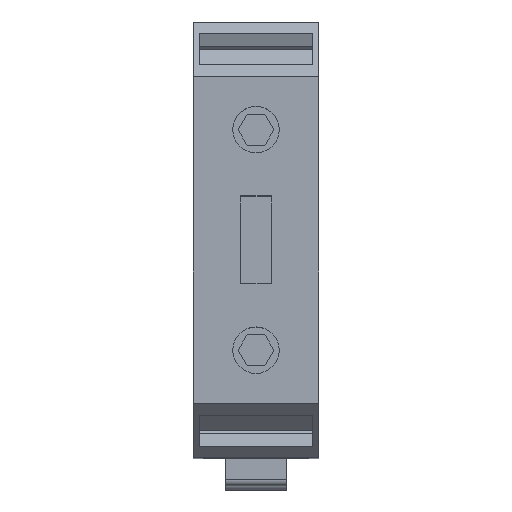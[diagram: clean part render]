
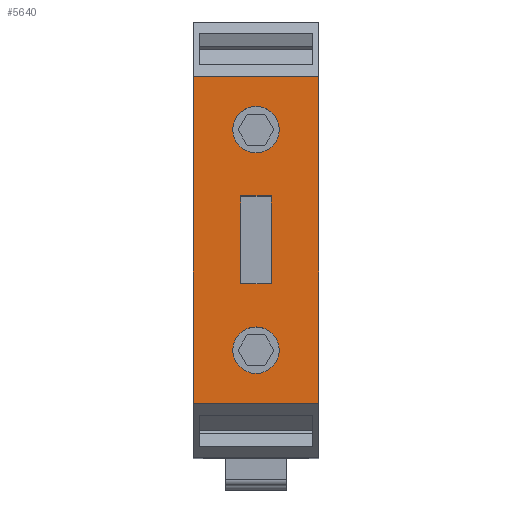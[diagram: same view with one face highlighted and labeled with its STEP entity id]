
A CAD part, top view. The second image highlights one B-rep face of the part: STEP entity #5640.
In plain terms, the highlighted face is planar.
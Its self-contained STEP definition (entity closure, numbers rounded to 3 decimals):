
#1350=CARTESIAN_POINT('',(-51.6,8.4,-19.95));
#1360=VERTEX_POINT('',#1350);
#1390=CARTESIAN_POINT('',(0.,8.4,
-19.95));
#1400=DIRECTION('',(1.,0.,0.));
#1410=VECTOR('',#1400,1.);
#1420=LINE('',#1390,#1410);
#1430=CARTESIAN_POINT('',(1.2,8.4,
-19.95));
#1440=VERTEX_POINT('',#1430);
#1450=EDGE_CURVE('',#1360,#1440,#1420,.T.);
#4660=CARTESIAN_POINT('',(-51.6,8.4,-19.95));
#4670=DIRECTION('',(0.,1.,0.));
#4680=DIRECTION('',(-1.,0.,0.));
#4690=AXIS2_PLACEMENT_3D('',#4660,#4670,#4680);
#4700=PLANE('',#4690);
#4710=CARTESIAN_POINT('',(-43.,8.4,
-9.8));
#4720=DIRECTION('',(0.,-1.,0.));
#4730=DIRECTION('',(-1.,0.,0.));
#4740=AXIS2_PLACEMENT_3D('',#4710,#4720,#4730);
#4750=CIRCLE('',#4740,3.75);
#4760=CARTESIAN_POINT('',(-39.25,8.4,
-9.8));
#4770=VERTEX_POINT('',#4760);
#4780=CARTESIAN_POINT('',(-46.75,8.4,
-9.8));
#4790=VERTEX_POINT('',#4780);
#4800=EDGE_CURVE('',#4770,#4790,#4750,.T.);
#4810=ORIENTED_EDGE('',*,*,#4800,.F.);
#4820=EDGE_CURVE('',#4790,#4770,#4750,.T.);
#4830=ORIENTED_EDGE('',*,*,#4820,.F.);
#4840=EDGE_LOOP('',(#4830,#4810));
#4850=FACE_BOUND('',#4840,.T.);
#4860=CARTESIAN_POINT('',(0.,8.4,
-7.3));
#4870=DIRECTION('',(-1.,0.,0.));
#4880=VECTOR('',#4870,1.);
#4890=LINE('',#4860,#4880);
#4900=CARTESIAN_POINT('',(-18.1,8.4,
-7.3));
#4910=VERTEX_POINT('',#4900);
#4920=CARTESIAN_POINT('',(-32.3,8.4,
-7.3));
#4930=VERTEX_POINT('',#4920);
#4940=EDGE_CURVE('',#4910,#4930,#4890,.T.);
#4950=ORIENTED_EDGE('',*,*,#4940,.F.);
#4960=CARTESIAN_POINT('',(-32.3,8.4,
5.1));
#4970=DIRECTION('',(0.,0.,-1.));
#4980=VECTOR('',#4970,1.);
#4990=LINE('',#4960,#4980);
#5000=CARTESIAN_POINT('',(-32.3,8.4,
-12.3));
#5010=VERTEX_POINT('',#5000);
#5020=EDGE_CURVE('',#4930,#5010,#4990,.T.);
#5030=ORIENTED_EDGE('',*,*,#5020,.F.);
#5040=CARTESIAN_POINT('',(0.,8.4,
-12.3));
#5050=DIRECTION('',(1.,0.,0.));
#5060=VECTOR('',#5050,1.);
#5070=LINE('',#5040,#5060);
#5080=CARTESIAN_POINT('',(-18.1,8.4,
-12.3));
#5090=VERTEX_POINT('',#5080);
#5100=EDGE_CURVE('',#5010,#5090,#5070,.T.);
#5110=ORIENTED_EDGE('',*,*,#5100,.F.);
#5120=CARTESIAN_POINT('',(-18.1,8.4,
5.1));
#5130=DIRECTION('',(0.,0.,1.));
#5140=VECTOR('',#5130,1.);
#5150=LINE('',#5120,#5140);
#5160=EDGE_CURVE('',#5090,#4910,#5150,.T.);
#5170=ORIENTED_EDGE('',*,*,#5160,.F.);
#5180=EDGE_LOOP('',(#5170,#5110,#5030,#4950));
#5190=FACE_BOUND('',#5180,.T.);
#5200=CARTESIAN_POINT('',(-7.4,8.4,
-9.8));
#5210=DIRECTION('',(0.,-1.,0.));
#5220=DIRECTION('',(-1.,0.,0.));
#5230=AXIS2_PLACEMENT_3D('',#5200,#5210,#5220);
#5240=CIRCLE('',#5230,3.75);
#5250=CARTESIAN_POINT('',(-7.4,8.4,
-13.55));
#5260=VERTEX_POINT('',#5250);
#5270=CARTESIAN_POINT('',(-3.65,8.4,
-9.8));
#5280=VERTEX_POINT('',#5270);
#5290=EDGE_CURVE('',#5260,#5280,#5240,.T.);
#5300=ORIENTED_EDGE('',*,*,#5290,.F.);
#5310=CARTESIAN_POINT('',(-11.15,8.4,
-9.8));
#5320=VERTEX_POINT('',#5310);
#5330=EDGE_CURVE('',#5280,#5320,#5240,.T.);
#5340=ORIENTED_EDGE('',*,*,#5330,.F.);
#5350=EDGE_CURVE('',#5320,#5260,#5240,.T.);
#5360=ORIENTED_EDGE('',*,*,#5350,.F.);
#5370=EDGE_LOOP('',(#5360,#5340,#5300));
#5380=FACE_BOUND('',#5370,.T.);
#5390=ORIENTED_EDGE('',*,*,#1450,.T.);
#5400=CARTESIAN_POINT('',(-51.6,8.4,
5.1));
#5410=DIRECTION('',(0.,0.,1.));
#5420=VECTOR('',#5410,1.);
#5430=LINE('',#5400,#5420);
#5440=CARTESIAN_POINT('',(-51.6,8.4,
0.35));
#5450=VERTEX_POINT('',#5440);
#5460=EDGE_CURVE('',#1360,#5450,#5430,.T.);
#5470=ORIENTED_EDGE('',*,*,#5460,.F.);
#5480=CARTESIAN_POINT('',(0.,8.4,
0.35));
#5490=DIRECTION('',(-1.,0.,0.));
#5500=VECTOR('',#5490,1.);
#5510=LINE('',#5480,#5500);
#5520=CARTESIAN_POINT('',(1.2,8.4,
0.35));
#5530=VERTEX_POINT('',#5520);
#5540=EDGE_CURVE('',#5530,#5450,#5510,.T.);
#5550=ORIENTED_EDGE('',*,*,#5540,.T.);
#5560=CARTESIAN_POINT('',(1.2,8.4,
5.1));
#5570=DIRECTION('',(0.,0.,1.));
#5580=VECTOR('',#5570,1.);
#5590=LINE('',#5560,#5580);
#5600=EDGE_CURVE('',#1440,#5530,#5590,.T.);
#5610=ORIENTED_EDGE('',*,*,#5600,.T.);
#5620=EDGE_LOOP('',(#5610,#5550,#5470,#5390));
#5630=FACE_OUTER_BOUND('',#5620,.T.);
#5640=ADVANCED_FACE('',(#4850,#5190,#5380,#5630),#4700,.F.);
